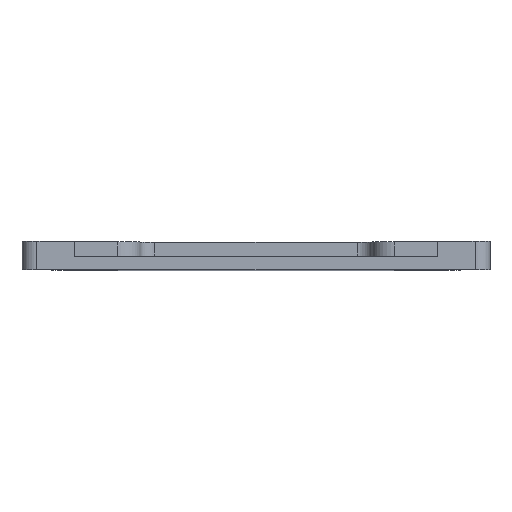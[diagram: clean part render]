
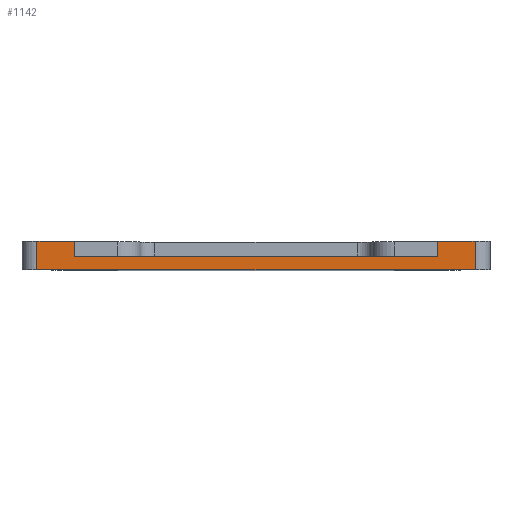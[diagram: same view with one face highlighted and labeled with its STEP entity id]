
A CAD part, top view. The second image highlights one B-rep face of the part: STEP entity #1142.
In plain terms, the highlighted planar face has unit normal (0, 0, 1).
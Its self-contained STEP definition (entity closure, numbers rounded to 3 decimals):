
#3 = VERTEX_POINT ( 'NONE', #390 ) ;
#47 = LINE ( 'NONE', #1617, #563 ) ;
#55 = ORIENTED_EDGE ( 'NONE', *, *, #986, .T. ) ;
#91 = VERTEX_POINT ( 'NONE', #306 ) ;
#108 = LINE ( 'NONE', #866, #1826 ) ;
#122 = DIRECTION ( 'NONE',  ( 1., 0., 0. ) ) ;
#176 = VERTEX_POINT ( 'NONE', #644 ) ;
#261 = CARTESIAN_POINT ( 'NONE',  ( -24.25, 3.8, 96. ) ) ;
#286 = DIRECTION ( 'NONE',  ( -1., 0., 0. ) ) ;
#299 = EDGE_LOOP ( 'NONE', ( #1789, #482, #1177, #55, #1000, #439, #763, #1341 ) ) ;
#306 = CARTESIAN_POINT ( 'NONE',  ( 29.25, 3.8, 96. ) ) ;
#390 = CARTESIAN_POINT ( 'NONE',  ( 24.25, 3.8, 96. ) ) ;
#398 = VECTOR ( 'NONE', #122, 1000. ) ;
#403 = VECTOR ( 'NONE', #1888, 1000. ) ;
#419 = DIRECTION ( 'NONE',  ( 1., 0., 0. ) ) ;
#439 = ORIENTED_EDGE ( 'NONE', *, *, #602, .F. ) ;
#470 = EDGE_CURVE ( 'NONE', #1173, #1171, #2023, .T. ) ;
#482 = ORIENTED_EDGE ( 'NONE', *, *, #1184, .F. ) ;
#559 = CARTESIAN_POINT ( 'NONE',  ( 24.25, 3.8, 96. ) ) ;
#563 = VECTOR ( 'NONE', #419, 1000. ) ;
#602 = EDGE_CURVE ( 'NONE', #1388, #1173, #1970, .T. ) ;
#619 = DIRECTION ( 'NONE',  ( 0., -1., 0. ) ) ;
#644 = CARTESIAN_POINT ( 'NONE',  ( 29.25, 0., 96. ) ) ;
#660 = VECTOR ( 'NONE', #1445, 1000. ) ;
#763 = ORIENTED_EDGE ( 'NONE', *, *, #1055, .F. ) ;
#775 = EDGE_CURVE ( 'NONE', #1028, #2104, #1505, .T. ) ;
#789 = CARTESIAN_POINT ( 'NONE',  ( 0., 1.8, 96. ) ) ;
#807 = VECTOR ( 'NONE', #619, 1000. ) ;
#821 = DIRECTION ( 'NONE',  ( 0., -1., 0. ) ) ;
#836 = LINE ( 'NONE', #1298, #398 ) ;
#866 = CARTESIAN_POINT ( 'NONE',  ( 0., 3.8, 96. ) ) ;
#888 = CARTESIAN_POINT ( 'NONE',  ( -24.25, 3.8, 96. ) ) ;
#951 = CARTESIAN_POINT ( 'NONE',  ( 29.25, 1.8, 96. ) ) ;
#961 = FACE_OUTER_BOUND ( 'NONE', #299, .T. ) ;
#979 = DIRECTION ( 'NONE',  ( 0., 0., -1. ) ) ;
#986 = EDGE_CURVE ( 'NONE', #3, #1171, #1361, .T. ) ;
#1000 = ORIENTED_EDGE ( 'NONE', *, *, #470, .F. ) ;
#1028 = VERTEX_POINT ( 'NONE', #1454 ) ;
#1055 = EDGE_CURVE ( 'NONE', #1028, #1388, #47, .T. ) ;
#1109 = DIRECTION ( 'NONE',  ( 1., 0., 0. ) ) ;
#1138 = EDGE_CURVE ( 'NONE', #2104, #176, #836, .T. ) ;
#1142 = ADVANCED_FACE ( 'NONE', ( #961 ), #2139, .F. ) ;
#1149 = VECTOR ( 'NONE', #1109, 1000. ) ;
#1150 = VECTOR ( 'NONE', #821, 1000. ) ;
#1171 = VERTEX_POINT ( 'NONE', #2126 ) ;
#1173 = VERTEX_POINT ( 'NONE', #1632 ) ;
#1177 = ORIENTED_EDGE ( 'NONE', *, *, #1922, .F. ) ;
#1184 = EDGE_CURVE ( 'NONE', #91, #176, #2016, .T. ) ;
#1189 = DIRECTION ( 'NONE',  ( 1., 0., 0. ) ) ;
#1253 = CARTESIAN_POINT ( 'NONE',  ( 0., 1.8, 96. ) ) ;
#1298 = CARTESIAN_POINT ( 'NONE',  ( 0., 0., 96. ) ) ;
#1341 = ORIENTED_EDGE ( 'NONE', *, *, #775, .T. ) ;
#1361 = LINE ( 'NONE', #559, #403 ) ;
#1388 = VERTEX_POINT ( 'NONE', #888 ) ;
#1445 = DIRECTION ( 'NONE',  ( 0., -1., 0. ) ) ;
#1454 = CARTESIAN_POINT ( 'NONE',  ( -29.25, 3.8, 96. ) ) ;
#1502 = CARTESIAN_POINT ( 'NONE',  ( -29.25, 1.8, 96. ) ) ;
#1505 = LINE ( 'NONE', #1502, #1150 ) ;
#1522 = AXIS2_PLACEMENT_3D ( 'NONE', #789, #979, #286 ) ;
#1617 = CARTESIAN_POINT ( 'NONE',  ( 0., 3.8, 96. ) ) ;
#1632 = CARTESIAN_POINT ( 'NONE',  ( -24.25, 1.8, 96. ) ) ;
#1789 = ORIENTED_EDGE ( 'NONE', *, *, #1138, .T. ) ;
#1826 = VECTOR ( 'NONE', #1189, 1000. ) ;
#1888 = DIRECTION ( 'NONE',  ( 0., -1., 0. ) ) ;
#1922 = EDGE_CURVE ( 'NONE', #3, #91, #108, .T. ) ;
#1970 = LINE ( 'NONE', #261, #660 ) ;
#2016 = LINE ( 'NONE', #951, #807 ) ;
#2023 = LINE ( 'NONE', #1253, #1149 ) ;
#2073 = CARTESIAN_POINT ( 'NONE',  ( -29.25, 0., 96. ) ) ;
#2104 = VERTEX_POINT ( 'NONE', #2073 ) ;
#2126 = CARTESIAN_POINT ( 'NONE',  ( 24.25, 1.8, 96. ) ) ;
#2139 = PLANE ( 'NONE',  #1522 ) ;
